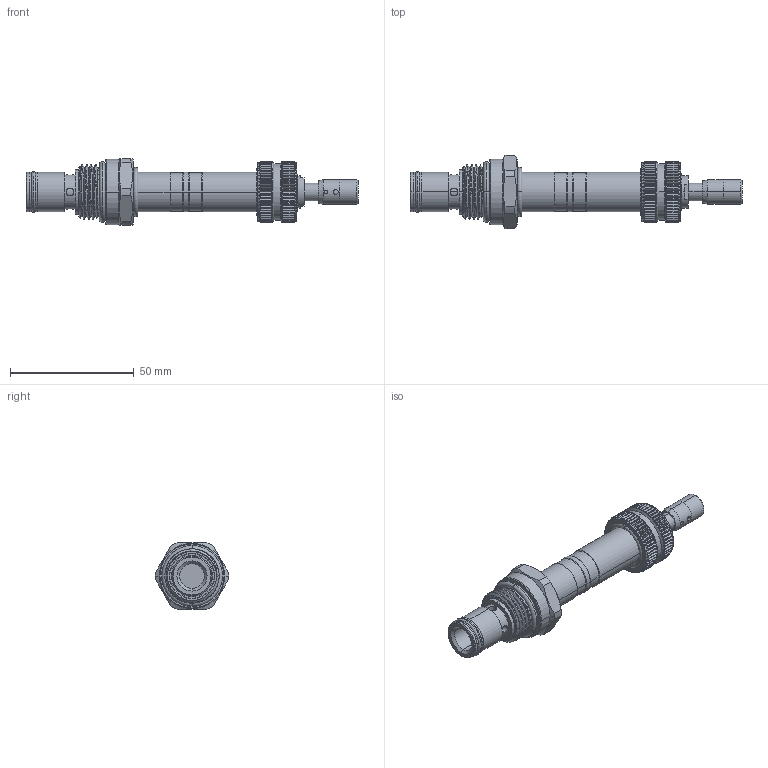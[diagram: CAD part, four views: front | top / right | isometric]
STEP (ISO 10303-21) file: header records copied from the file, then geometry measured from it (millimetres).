
FILE_DESCRIPTION (( 'STEP AP203' ), '1' );
FILE_NAME ('EP10W2C51T04.STEP', '2020-03-31T03:40:58', ( '' ), ( '' ), 'SwSTEP 2.0', 'SolidWorks 2018', '' );
FILE_SCHEMA (( 'CONFIG_CONTROL_DESIGN' ));
Length unit declared in the file: millimetre
Products named in the file (1): EP10W2C51T04
Bounding box: 134.3 x 29.6 x 27 mm (x, y, z)
Volume: 32754.8 mm3; surface area: 11862.3 mm2
Topology: 5 solids, 5 shells, 1016 faces, 2659 edges, 1679 vertices
Faces by surface type: plane 425, cylinder 413, cone 151, torus 16, bspline 11
Entity records: 36227 total; most frequent: CARTESIAN_POINT 12043, ORIENTED_EDGE 5318, DIRECTION 4755, EDGE_CURVE 2659, AXIS2_PLACEMENT_3D 1838, VERTEX_POINT 1679, VECTOR 1079, LINE 1079
